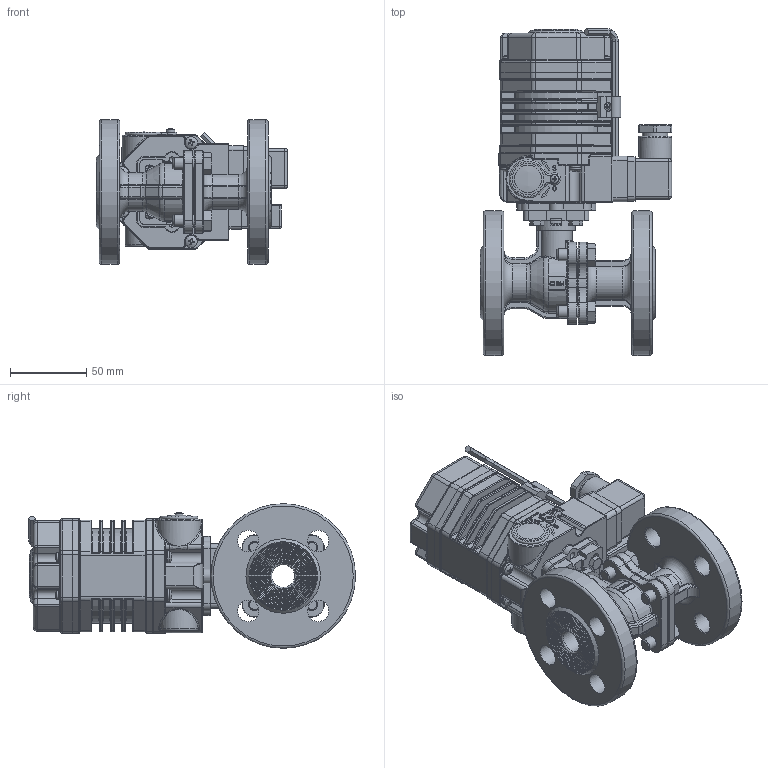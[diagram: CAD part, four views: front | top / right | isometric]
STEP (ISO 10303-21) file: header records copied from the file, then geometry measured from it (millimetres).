
FILE_DESCRIPTION(/* description */ ('Unknown'),/* implementation_level */ '2;1');
FILE_NAME(/* name */ 'AE01_020920-04',/* time_stamp */ '2022-07-11T11:28:14+02:00',/* author */ ('Unknown'),/* organization */ ('Unknown'),/* preprocessor_version */ 'ST-DEVELOPER v16.7',/* originating_system */ 'Solid Edge',/* authorisation */ 'Unknown');
FILE_SCHEMA (('AUTOMOTIVE_DESIGN {1 0 10303 214 3 1 1}'));
Products named in the file (37): AE01_020920-04; 920-04; MV-24D-DD; MV-24D-FGM; MV-24D-G(J); MV-24D-PD; MV-24D-LZ; MV-24D-FG; MV-24D-T(J); MV-24D-FS; AE01_AE02_(AE20_23); BQ02-011-2 喘謫眊; 狟粣創杶; 驱动轴; BQ02-036 忒梟裔; 躇猾祧菜; 52.5萇儂褲; BQ02萇ァ裔B; 躇猾菜; 售忒釱; 售忒; 滅阨諉芛-d; 滅阨諉芛-2; 坋趼蹟隊M4X16; 坋趼蹟隊M4X16_GB_CROSS_SCREWS_TYPE1 M4X12-12  H type-N; 粟菜 4_GB_FASTENER_WASHER_SSWL 4; す菜 4_GB_FASTENER_WASHER_PWSA 4; 坋趼蹟隊M3X14; 坋趼蹟隊M3X14_GB_CROSS_SCREWS_TYPE1 M3X14-14  H type-N; 粟菜 3_GB_FASTENER_WASHER_SSWL 3; す菜 3_GB_FASTENER_WASHER_PWSA 3; 坋趼蹟隊M3X8_GB_CROSS_SCREWS_TYPE1 M3X14-14  H type-N; 坋趼蹟隊M3X6_GB_CROSS_SCREWS_TYPE1 M3X14-14  H type-N; 硌尨攫; 硌渀; BQ02硌尨敦B; DIN 933 M5x16 A2-70 BLK_EDST
Assembly tree (53 placements, depth 4):
  AE01_020920-04
    920-04
      MV-24D-DD  x2
      MV-24D-FGM
      MV-24D-G(J)
      MV-24D-PD
      MV-24D-LZ  x4
      MV-24D-FG
      MV-24D-T(J)
      MV-24D-FS
    AE01_AE02_(AE20_23)
      BQ02-011-2 喘謫眊
      狟粣創杶
      驱动轴
      BQ02-036 忒梟裔
      躇猾祧菜
      52.5萇儂褲
      BQ02萇ァ裔B
      躇猾菜
      售忒釱
      售忒
      滅阨諉芛-d
      滅阨諉芛-2
      坋趼蹟隊M4X16  x4
        坋趼蹟隊M4X16_GB_CROSS_SCREWS_TYPE1 M4X12-12  H type-N
        粟菜 4_GB_FASTENER_WASHER_SSWL 4
        す菜 4_GB_FASTENER_WASHER_PWSA 4
      坋趼蹟隊M3X14  x4
        坋趼蹟隊M3X14_GB_CROSS_SCREWS_TYPE1 M3X14-14  H type-N
        粟菜 3_GB_FASTENER_WASHER_SSWL 3
        す菜 3_GB_FASTENER_WASHER_PWSA 3
      坋趼蹟隊M3X8_GB_CROSS_SCREWS_TYPE1 M3X14-14  H type-N  x4
      坋趼蹟隊M3X6_GB_CROSS_SCREWS_TYPE1 M3X14-14  H type-N  x2
      硌尨攫
      硌渀
      BQ02硌尨敦B
    DIN 933 M5x16 A2-70 BLK_EDST  x4
Bounding box: 126.05 x 214.85 x 95 mm (x, y, z)
Volume: 476871.1 mm3; surface area: 218225 mm2
Topology: 61 solids, 61 shells, 3388 faces, 8195 edges, 4987 vertices
Faces by surface type: plane 1182, cylinder 1132, torus 391, bspline 369, cone 229, sphere 85
Full cylindrical faces by diameter (mm): 2.5 x21, 3 x11, 3.102 x1, 3.2 x5, 3.3 x16, 3.4 x4, 3.5 x16, 4 x7, 4.2 x9, 4.3 x4, 4.4 x4, 4.5 x4, 4.7 x2, 5 x12, 5.4 x4, 5.5 x1, 5.6 x10, 6 x7, 6.5 x1, 6.8 x4, 6.9 x4, 8 x16, 8.6 x1, 9 x4, 9.6 x1, 10.5 x1, 10.9 x1, 11 x2, 12 x1, 12.3 x2
Entity records: 121540 total; most frequent: CARTESIAN_POINT 46439, DIRECTION 14088, ORIENTED_EDGE 13452, EDGE_CURVE 6726, AXIS2_PLACEMENT_3D 5664, VERTEX_POINT 4353, FACE_BOUND 3689, EDGE_LOOP 3648
